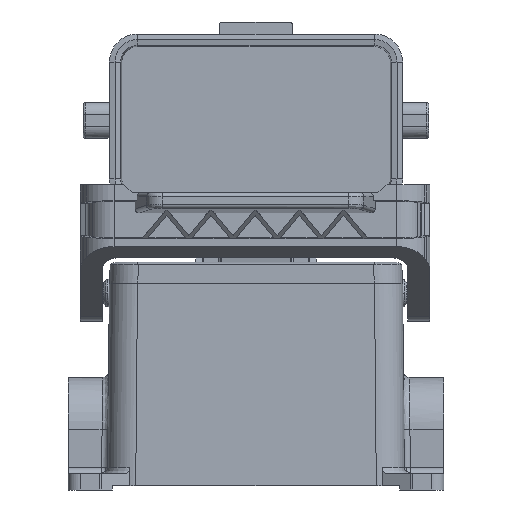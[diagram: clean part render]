
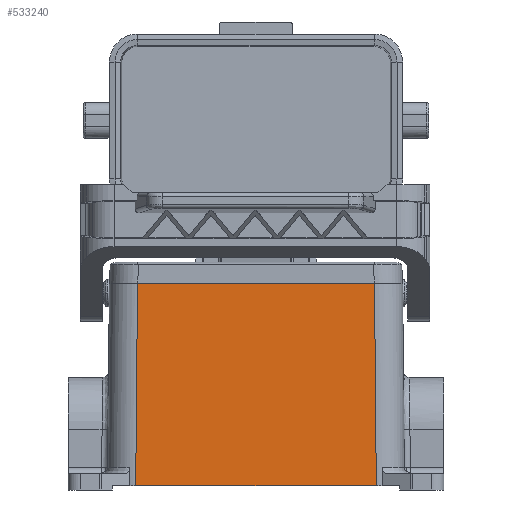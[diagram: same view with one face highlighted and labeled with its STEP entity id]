
A CAD part, front view. The second image highlights one B-rep face of the part: STEP entity #533240.
In plain terms, the highlighted face is planar.
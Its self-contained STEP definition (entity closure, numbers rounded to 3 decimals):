
#1220=CARTESIAN_POINT('',(63.325,69.408,0.));
#1230=VERTEX_POINT('',#1220);
#1260=CARTESIAN_POINT('',(63.325,0.,0.));
#1270=DIRECTION('',(0.,-1.,0.));
#1280=VECTOR('',#1270,1.);
#1290=LINE('',#1260,#1280);
#1300=CARTESIAN_POINT('',(63.325,10.407,0.));
#1310=VERTEX_POINT('',#1300);
#1320=EDGE_CURVE('',#1230,#1310,#1290,.T.);
#532940=CARTESIAN_POINT('',(63.325,3.407,0.));
#532950=DIRECTION('',(1.,0.,0.009));
#532960=DIRECTION('',(0.,-1.,0.));
#532970=AXIS2_PLACEMENT_3D('',#532940,#532950,#532960);
#532980=PLANE('',#532970);
#532990=CARTESIAN_POINT('',(63.324,69.407,
0.061));
#533000=DIRECTION('',(-0.009,-0.009,
1.));
#533010=VECTOR('',#533000,1.);
#533020=LINE('',#532990,#533010);
#533030=CARTESIAN_POINT('',(63.766,69.848,-50.5));
#533040=VERTEX_POINT('',#533030);
#533050=EDGE_CURVE('',#533040,#1230,#533020,.T.);
#533060=ORIENTED_EDGE('',*,*,#533050,.T.);
#533070=CARTESIAN_POINT('',(63.766,0.,-50.5));
#533080=DIRECTION('',(0.,-1.,0.));
#533090=VECTOR('',#533080,1.);
#533100=LINE('',#533070,#533090);
#533110=CARTESIAN_POINT('',(63.766,9.966,-50.5));
#533120=VERTEX_POINT('',#533110);
#533130=EDGE_CURVE('',#533040,#533120,#533100,.T.);
#533140=ORIENTED_EDGE('',*,*,#533130,.F.);
#533150=CARTESIAN_POINT('',(63.324,10.408,
0.061));
#533160=DIRECTION('',(-0.009,0.009,
1.));
#533170=VECTOR('',#533160,1.);
#533180=LINE('',#533150,#533170);
#533190=EDGE_CURVE('',#533120,#1310,#533180,.T.);
#533200=ORIENTED_EDGE('',*,*,#533190,.F.);
#533210=ORIENTED_EDGE('',*,*,#1320,.T.);
#533220=EDGE_LOOP('',(#533210,#533200,#533140,#533060));
#533230=FACE_OUTER_BOUND('',#533220,.T.);
#533240=ADVANCED_FACE('',(#533230),#532980,.T.);
